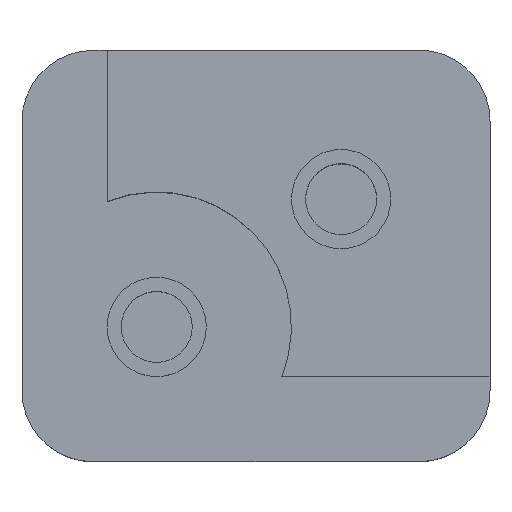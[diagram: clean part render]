
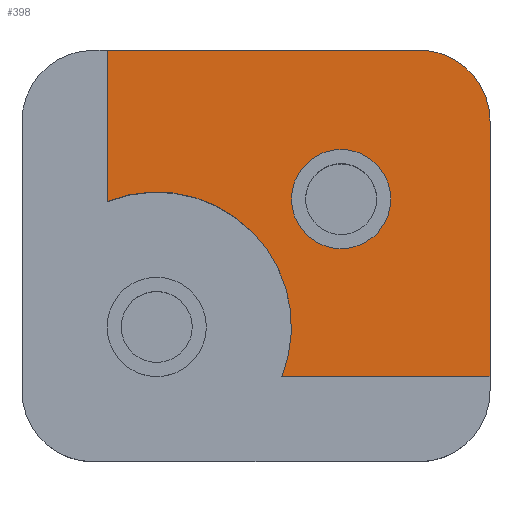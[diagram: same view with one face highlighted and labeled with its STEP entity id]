
A CAD part, top view. The second image highlights one B-rep face of the part: STEP entity #398.
In plain terms, the highlighted planar face has unit normal (0, 0, 1).
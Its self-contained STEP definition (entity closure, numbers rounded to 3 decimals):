
#18=FACE_BOUND('',#75,.T.);
#26=PLANE('',#438);
#45=FACE_OUTER_BOUND('',#74,.T.);
#74=EDGE_LOOP('',(#323,#324,#325,#326,#327,#328));
#75=EDGE_LOOP('',(#329));
#98=LINE('',#611,#130);
#114=LINE('',#660,#146);
#116=LINE('',#666,#148);
#117=LINE('',#669,#149);
#130=VECTOR('',#479,10.);
#146=VECTOR('',#525,10.);
#148=VECTOR('',#533,10.);
#149=VECTOR('',#536,10.);
#169=CIRCLE('',#437,5.);
#170=CIRCLE('',#439,9.5);
#171=CIRCLE('',#440,3.5);
#185=VERTEX_POINT('',#608);
#186=VERTEX_POINT('',#610);
#203=VERTEX_POINT('',#657);
#204=VERTEX_POINT('',#659);
#205=VERTEX_POINT('',#665);
#206=VERTEX_POINT('',#667);
#207=VERTEX_POINT('',#670);
#222=EDGE_CURVE('',#186,#185,#98,.T.);
#247=EDGE_CURVE('',#204,#203,#114,.T.);
#249=EDGE_CURVE('',#204,#185,#169,.T.);
#250=EDGE_CURVE('',#203,#205,#116,.T.);
#251=EDGE_CURVE('',#205,#206,#170,.T.);
#252=EDGE_CURVE('',#206,#186,#117,.T.);
#253=EDGE_CURVE('',#207,#207,#171,.T.);
#323=ORIENTED_EDGE('',*,*,#249,.F.);
#324=ORIENTED_EDGE('',*,*,#247,.T.);
#325=ORIENTED_EDGE('',*,*,#250,.T.);
#326=ORIENTED_EDGE('',*,*,#251,.T.);
#327=ORIENTED_EDGE('',*,*,#252,.T.);
#328=ORIENTED_EDGE('',*,*,#222,.T.);
#329=ORIENTED_EDGE('',*,*,#253,.T.);
#398=ADVANCED_FACE('',(#45,#18),#26,.T.);
#437=AXIS2_PLACEMENT_3D('',#663,#529,#530);
#438=AXIS2_PLACEMENT_3D('',#664,#531,#532);
#439=AXIS2_PLACEMENT_3D('',#668,#534,#535);
#440=AXIS2_PLACEMENT_3D('',#671,#537,#538);
#479=DIRECTION('',(0.,1.,0.));
#525=DIRECTION('',(-1.,0.,0.));
#529=DIRECTION('center_axis',(0.,0.,-1.));
#530=DIRECTION('ref_axis',(0.707,0.707,0.));
#531=DIRECTION('center_axis',(0.,0.,1.));
#532=DIRECTION('ref_axis',(1.,0.,0.));
#533=DIRECTION('',(0.,-1.,0.));
#534=DIRECTION('center_axis',(0.,0.,-1.));
#535=DIRECTION('ref_axis',(1.,0.,0.));
#536=DIRECTION('',(1.,0.,0.));
#537=DIRECTION('center_axis',(0.,0.,-1.));
#538=DIRECTION('ref_axis',(1.,0.,0.));
#608=CARTESIAN_POINT('',(16.5,9.5,16.));
#610=CARTESIAN_POINT('',(16.5,-8.5,16.));
#611=CARTESIAN_POINT('',(16.5,14.5,16.));
#657=CARTESIAN_POINT('',(-10.5,14.5,16.));
#659=CARTESIAN_POINT('',(11.5,14.5,16.));
#660=CARTESIAN_POINT('',(-16.5,14.5,16.));
#663=CARTESIAN_POINT('Origin',(11.5,9.5,16.));
#664=CARTESIAN_POINT('Origin',(0.,0.,
16.));
#665=CARTESIAN_POINT('',(-10.5,3.832,16.));
#666=CARTESIAN_POINT('',(-10.5,1.916,16.));
#667=CARTESIAN_POINT('',(1.832,-8.5,16.));
#668=CARTESIAN_POINT('Origin',(-7.,-5.,16.));
#669=CARTESIAN_POINT('',(8.25,-8.5,16.));
#670=CARTESIAN_POINT('',(2.5,4.,16.));
#671=CARTESIAN_POINT('Origin',(6.,4.,16.));
